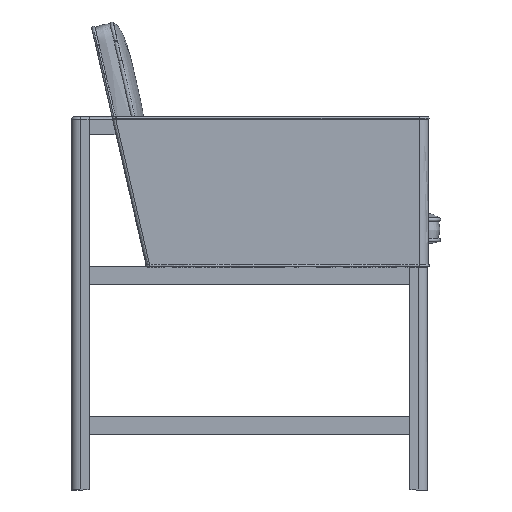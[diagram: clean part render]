
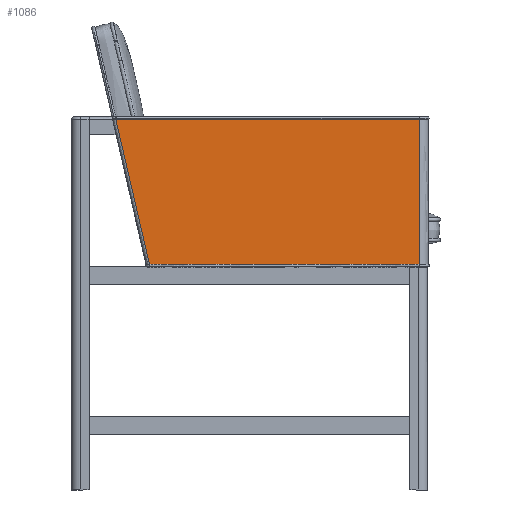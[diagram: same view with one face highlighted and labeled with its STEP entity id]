
A CAD part, left-side view. The second image highlights one B-rep face of the part: STEP entity #1086.
In plain terms, the highlighted planar face has unit normal (-1, 0, 0).
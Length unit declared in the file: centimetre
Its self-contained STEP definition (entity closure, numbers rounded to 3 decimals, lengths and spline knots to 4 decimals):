
#1086=ADVANCED_FACE('',(#1384),#4628,.T.);
#1384=FACE_OUTER_BOUND('',#1682,.T.);
#1682=EDGE_LOOP('',(#2508,#2509,#2510,#2511));
#2508=ORIENTED_EDGE('',*,*,#3478,.T.);
#2509=ORIENTED_EDGE('',*,*,#3484,.T.);
#2510=ORIENTED_EDGE('',*,*,#3486,.T.);
#2511=ORIENTED_EDGE('',*,*,#3479,.T.);
#3478=EDGE_CURVE('',#4335,#4330,#4038,.T.);
#3479=EDGE_CURVE('',#4343,#4335,#4039,.T.);
#3484=EDGE_CURVE('',#4330,#4342,#4042,.T.);
#3486=EDGE_CURVE('',#4342,#4343,#4043,.T.);
#4038=B_SPLINE_CURVE_WITH_KNOTS('',1,(#10055,#10056),.UNSPECIFIED.,.F.,
 .F.,(2,2),(0.,510.3743),.UNSPECIFIED.);
#4039=B_SPLINE_CURVE_WITH_KNOTS('',1,(#10057,#10058),.UNSPECIFIED.,.F.,
 .F.,(2,2),(-243.1395,-3.8352),.UNSPECIFIED.);
#4042=B_SPLINE_CURVE_WITH_KNOTS('',1,(#10089,#10090),.UNSPECIFIED.,.F.,
 .F.,(2,2),(2.8641,260.4433),.UNSPECIFIED.);
#4043=B_SPLINE_CURVE_WITH_KNOTS('',1,(#10094,#10095),.UNSPECIFIED.,.F.,
 .F.,(2,2),(-477.2316,-24.),.UNSPECIFIED.);
#4330=VERTEX_POINT('',#9845);
#4335=VERTEX_POINT('',#9850);
#4342=VERTEX_POINT('',#9857);
#4343=VERTEX_POINT('',#9858);
#4628=PLANE('',#4792);
#4792=AXIS2_PLACEMENT_3D('',#9799,#4922,$);
#4922=DIRECTION('',(-1.,0.,0.));
#9799=CARTESIAN_POINT('',(-0.3602,-5.8141,35.4001));
#9845=CARTESIAN_POINT('',(-0.3602,49.8308,62.8979));
#9850=CARTESIAN_POINT('',(-0.3602,-1.5892,62.8979));
#9857=CARTESIAN_POINT('',(-0.3602,44.0024,37.8001));
#9858=CARTESIAN_POINT('',(-0.3602,-1.5892,37.8001));
#10055=CARTESIAN_POINT('',(-0.3602,-1.5892,62.8979));
#10056=CARTESIAN_POINT('',(-0.3602,49.8308,62.8979));
#10057=CARTESIAN_POINT('',(-0.3602,-1.5892,37.8001));
#10058=CARTESIAN_POINT('',(-0.3602,-1.5892,62.8979));
#10089=CARTESIAN_POINT('',(-0.3602,49.8308,62.8979));
#10090=CARTESIAN_POINT('',(-0.3602,44.0024,37.8001));
#10094=CARTESIAN_POINT('',(-0.3602,44.0024,37.8001));
#10095=CARTESIAN_POINT('',(-0.3602,-1.5892,37.8001));
